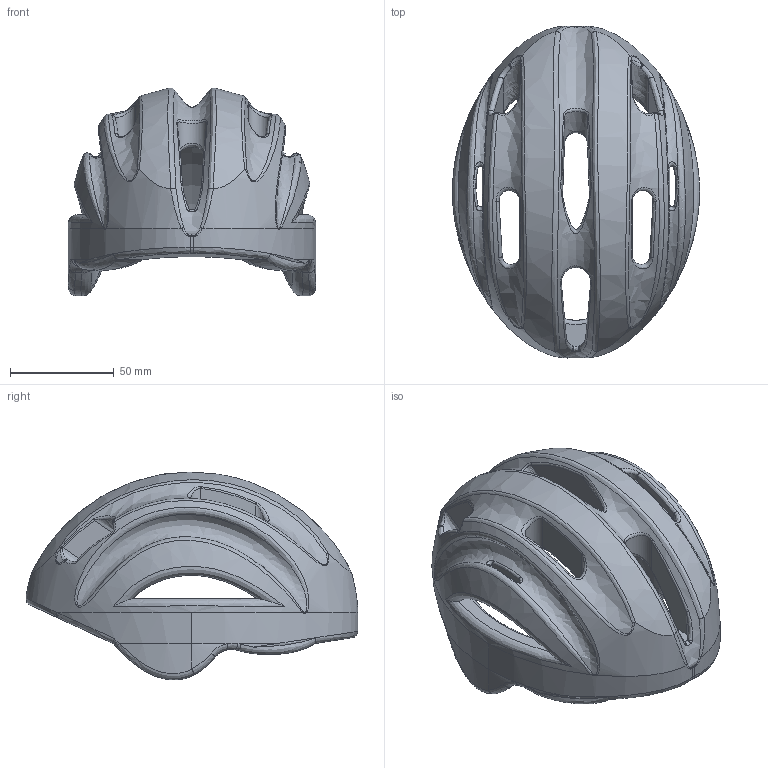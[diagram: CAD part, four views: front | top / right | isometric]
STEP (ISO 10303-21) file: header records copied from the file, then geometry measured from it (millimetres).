
FILE_DESCRIPTION(/* description */ ('STEP AP242','CAx-IF Rec.Pracs.---Representation and Presentation of Product Manufacturing Information (PMI)---4.0---2014-10-13','CAx-IF Rec.Pracs.---3D Tessellated Geometry---0.4---2014-09-14','2;1'),/* implementation_level */ '2;1');
FILE_NAME(/* name */ '66bc854bdba9ff08ff3a29fc',/* time_stamp */ '2024-08-14T10:22:05Z',/* author */ (''),/* organization */ (''),/* preprocessor_version */ 'ST-DEVELOPER v20',/* originating_system */ ' ',/* authorisation */ ' ');
FILE_SCHEMA (('AP242_MANAGED_MODEL_BASED_3D_ENGINEERING_MIM_LF { 1 0 10303 442 1 1 4 }'));
Length unit declared in the file: metre
Products named in the file (1): Part 1
Bounding box: 119.18 x 159.89 x 100.16 mm (x, y, z)
Volume: 380238.1 mm3; surface area: 72309.7 mm2
Topology: 1 solids, 1 shells, 253 faces, 662 edges, 394 vertices
Faces by surface type: bspline 206, cylinder 21, plane 20, torus 4, sphere 2
Entity records: 17584 total; most frequent: CARTESIAN_POINT 13052, ORIENTED_EDGE 1302, EDGE_CURVE 651, B_SPLINE_CURVE_WITH_KNOTS 444, DIRECTION 426, VERTEX_POINT 394, EDGE_LOOP 267, FACE_BOUND 267
